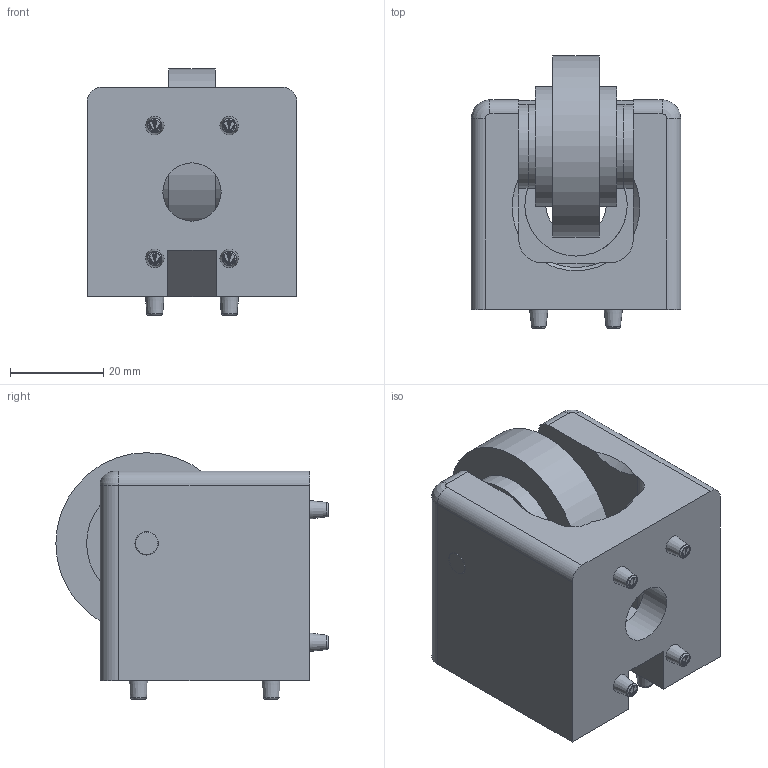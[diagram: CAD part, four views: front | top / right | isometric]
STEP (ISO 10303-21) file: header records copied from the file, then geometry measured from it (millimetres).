
FILE_DESCRIPTION(('STEP AP203'),'1');
FILE_NAME('SAFE10B1038.stp','2023-10-18T09:19:05',(' '),(' '),'Spatial InterOp 3D',' ',' ');
FILE_SCHEMA(('CONFIG_CONTROL_DESIGN'));
Length unit declared in the file: millimetre
Products named in the file (5): Boitier roulette 10 45; Rondelle; Roulette 10 PA D39; BoitierRoulette10; Vis
Assembly tree (7 placements, depth 2):
  Boitier roulette 10 45
    Rondelle  x4
    Roulette 10 PA D39
    BoitierRoulette10
    Vis
Bounding box: 45 x 58.5 x 53 mm (x, y, z)
Volume: 73172.2 mm3; surface area: 23605 mm2
Topology: 7 solids, 7 shells, 108 faces, 269 edges, 187 vertices
Faces by surface type: plane 49, cylinder 32, revolution 16, cone 11
Full cylindrical faces by diameter (mm): 5 x1, 6 x2, 6.4 x4, 6.6 x1, 12 x1, 12.5 x1, 13 x1, 18 x4, 19 x2, 22 x1, 22.167 x1, 25.8 x2, 39 x1
Entity records: 3994 total; most frequent: CARTESIAN_POINT 762, DIRECTION 415, ORIENTED_EDGE 364, EDGE_CURVE 182, AXIS2_PLACEMENT_3D 162, PROPERTY_DEFINITION_REPRESENTATION 158, GENERAL_PROPERTY_ASSOCIATION 158, PROPERTY_DEFINITION 158
